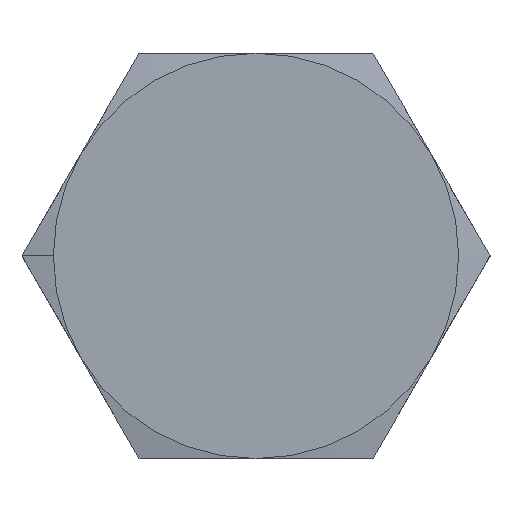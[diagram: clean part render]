
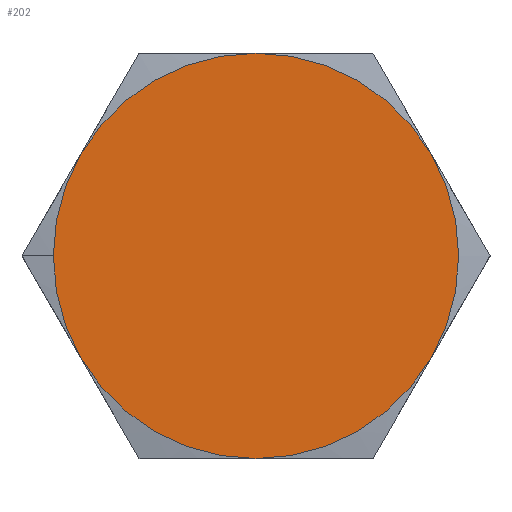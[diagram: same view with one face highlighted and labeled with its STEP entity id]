
A CAD part, top view. The second image highlights one B-rep face of the part: STEP entity #202.
In plain terms, the highlighted planar face has unit normal (0, 0, 1).
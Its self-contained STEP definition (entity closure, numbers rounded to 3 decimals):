
#49 = EDGE_CURVE ( 'NONE', #88, #89, #373, .T. ) ;
#88 = VERTEX_POINT ( 'NONE', #440 ) ;
#89 = VERTEX_POINT ( 'NONE', #434 ) ;
#104 = VERTEX_POINT ( 'NONE', #535 ) ;
#107 = VERTEX_POINT ( 'NONE', #534 ) ;
#128 = EDGE_CURVE ( 'NONE', #104, #88, #514, .T. ) ;
#161 = VERTEX_POINT ( 'NONE', #493 ) ;
#189 = EDGE_CURVE ( 'NONE', #269, #104, #647, .T. ) ;
#202 = ADVANCED_FACE ( 'NONE', ( #642 ), #673, .F. ) ;
#203 = EDGE_LOOP ( 'NONE', ( #204, #205, #206, #207, #208, #209, #253 ) ) ;
#204 = ORIENTED_EDGE ( 'NONE', *, *, #263, .F. ) ;
#205 = ORIENTED_EDGE ( 'NONE', *, *, #211, .F. ) ;
#206 = ORIENTED_EDGE ( 'NONE', *, *, #49, .F. ) ;
#207 = ORIENTED_EDGE ( 'NONE', *, *, #128, .F. ) ;
#208 = ORIENTED_EDGE ( 'NONE', *, *, #189, .F. ) ;
#209 = ORIENTED_EDGE ( 'NONE', *, *, #215, .F. ) ;
#211 = EDGE_CURVE ( 'NONE', #89, #224, #694, .T. ) ;
#215 = EDGE_CURVE ( 'NONE', #161, #269, #670, .T. ) ;
#220 = EDGE_CURVE ( 'NONE', #161, #107, #656, .T. ) ;
#224 = VERTEX_POINT ( 'NONE', #651 ) ;
#253 = ORIENTED_EDGE ( 'NONE', *, *, #220, .T. ) ;
#263 = EDGE_CURVE ( 'NONE', #224, #107, #780, .T. ) ;
#269 = VERTEX_POINT ( 'NONE', #773 ) ;
#369 = DIRECTION ( 'NONE',  ( -1., 0., 0. ) ) ;
#370 = DIRECTION ( 'NONE',  ( 0., 0., -1. ) ) ;
#371 = CARTESIAN_POINT ( 'NONE',  ( 0., 0., 8.5 ) ) ;
#372 = AXIS2_PLACEMENT_3D ( 'NONE', #371, #370, #369 ) ;
#373 = CIRCLE ( 'NONE', #372, 9.5 ) ;
#434 = CARTESIAN_POINT ( 'NONE',  ( -9.5, 0., 8.5 ) ) ;
#440 = CARTESIAN_POINT ( 'NONE',  ( -8.227, -4.75, 8.5 ) ) ;
#493 = CARTESIAN_POINT ( 'NONE',  ( 8.227, 4.75, 8.5 ) ) ;
#510 = DIRECTION ( 'NONE',  ( -1., 0., 0. ) ) ;
#511 = DIRECTION ( 'NONE',  ( 0., 0., -1. ) ) ;
#512 = CARTESIAN_POINT ( 'NONE',  ( 0., 0., 8.5 ) ) ;
#513 = AXIS2_PLACEMENT_3D ( 'NONE', #512, #511, #510 ) ;
#514 = CIRCLE ( 'NONE', #513, 9.5 ) ;
#534 = CARTESIAN_POINT ( 'NONE',  ( 0., 9.5, 8.5 ) ) ;
#535 = CARTESIAN_POINT ( 'NONE',  ( 0., -9.5, 8.5 ) ) ;
#642 = FACE_OUTER_BOUND ( 'NONE', #203, .T. ) ;
#647 = CIRCLE ( 'NONE', #648, 9.5 ) ;
#648 = AXIS2_PLACEMENT_3D ( 'NONE', #671, #661, #658 ) ;
#651 = CARTESIAN_POINT ( 'NONE',  ( -8.227, 4.75, 8.5 ) ) ;
#652 = DIRECTION ( 'NONE',  ( 1., 0., 0. ) ) ;
#653 = DIRECTION ( 'NONE',  ( 0., 0., 1. ) ) ;
#654 = CARTESIAN_POINT ( 'NONE',  ( 0., 0., 8.5 ) ) ;
#655 = AXIS2_PLACEMENT_3D ( 'NONE', #654, #653, #652 ) ;
#656 = CIRCLE ( 'NONE', #655, 9.5 ) ;
#658 = DIRECTION ( 'NONE',  ( -1., 0., 0. ) ) ;
#661 = DIRECTION ( 'NONE',  ( 0., 0., -1. ) ) ;
#667 = DIRECTION ( 'NONE',  ( -1., 0., 0. ) ) ;
#668 = DIRECTION ( 'NONE',  ( 0., 0., -1. ) ) ;
#669 = AXIS2_PLACEMENT_3D ( 'NONE', #695, #668, #667 ) ;
#670 = CIRCLE ( 'NONE', #669, 9.5 ) ;
#671 = CARTESIAN_POINT ( 'NONE',  ( 0., 0., 8.5 ) ) ;
#672 = AXIS2_PLACEMENT_3D ( 'NONE', #698, #697, #696 ) ;
#673 = PLANE ( 'NONE',  #672 ) ;
#690 = DIRECTION ( 'NONE',  ( -1., 0., 0. ) ) ;
#691 = DIRECTION ( 'NONE',  ( 0., 0., -1. ) ) ;
#692 = CARTESIAN_POINT ( 'NONE',  ( 0., 0., 8.5 ) ) ;
#693 = AXIS2_PLACEMENT_3D ( 'NONE', #692, #691, #690 ) ;
#694 = CIRCLE ( 'NONE', #693, 9.5 ) ;
#695 = CARTESIAN_POINT ( 'NONE',  ( 0., 0., 8.5 ) ) ;
#696 = DIRECTION ( 'NONE',  ( -1., 0., 0. ) ) ;
#697 = DIRECTION ( 'NONE',  ( 0., 0., -1. ) ) ;
#698 = CARTESIAN_POINT ( 'NONE',  ( 0., 10.97, 8.5 ) ) ;
#773 = CARTESIAN_POINT ( 'NONE',  ( 8.227, -4.75, 8.5 ) ) ;
#776 = DIRECTION ( 'NONE',  ( -1., 0., 0. ) ) ;
#777 = DIRECTION ( 'NONE',  ( 0., 0., -1. ) ) ;
#778 = CARTESIAN_POINT ( 'NONE',  ( 0., 0., 8.5 ) ) ;
#779 = AXIS2_PLACEMENT_3D ( 'NONE', #778, #777, #776 ) ;
#780 = CIRCLE ( 'NONE', #779, 9.5 ) ;
